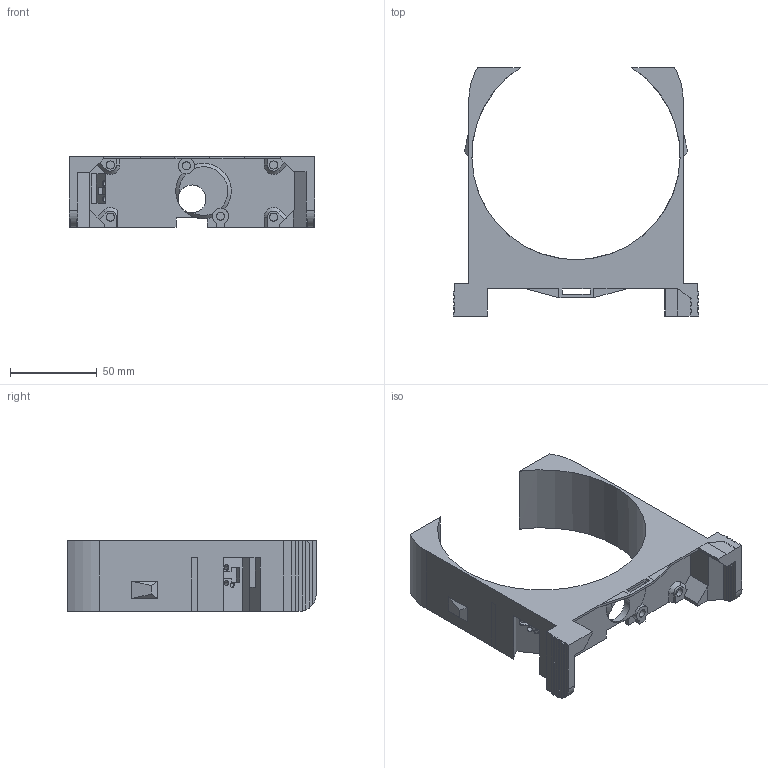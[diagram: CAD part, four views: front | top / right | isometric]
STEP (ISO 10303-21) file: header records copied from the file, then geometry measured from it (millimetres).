
FILE_DESCRIPTION(/* description */ (''),/* implementation_level */ '2;1');
FILE_NAME(/* name */ 'Open_AIR_Valve_HALL_B.step',/* time_stamp */ '2024-04-27T11:11:39+02:00',/* author */ (''),/* organization */ (''),/* preprocessor_version */ 'ST-DEVELOPER v20',/* originating_system */ 'Autodesk Translation Framework v12.20.1.177',/* authorisation */ '');
FILE_SCHEMA (('AUTOMOTIVE_DESIGN { 1 0 10303 214 3 1 1 }'));
Length unit declared in the file: millimetre
Products named in the file (2): Housing Large; Component2
Assembly tree (1 placements, depth 2):
  Housing Large
    Component2
Bounding box: 141.4 x 143.12 x 40.9 mm (x, y, z)
Volume: 132433.4 mm3; surface area: 48703.4 mm2
Topology: 1 solids, 1 shells, 241 faces, 653 edges, 426 vertices
Faces by surface type: plane 202, cylinder 29, cone 7, bspline 3
Full cylindrical faces by diameter (mm): 3.1 x2, 4.6 x2, 4.65 x4, 5 x2, 16 x1
Entity records: 7734 total; most frequent: CARTESIAN_POINT 1540, ORIENTED_EDGE 1306, DIRECTION 1222, EDGE_CURVE 653, LINE 544, VECTOR 544, VERTEX_POINT 426, AXIS2_PLACEMENT_3D 339
